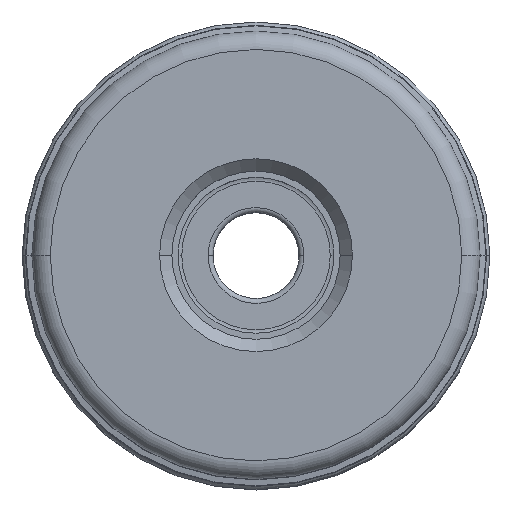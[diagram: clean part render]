
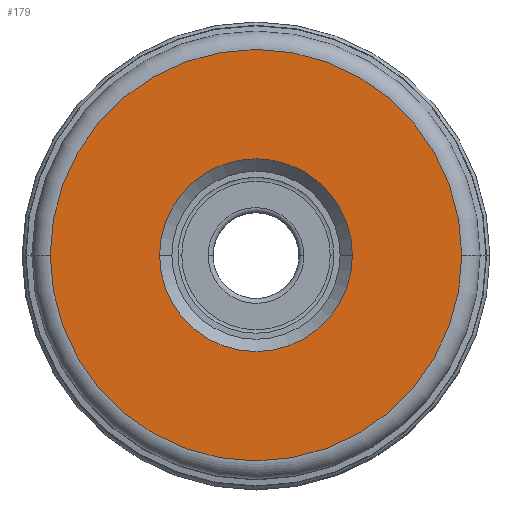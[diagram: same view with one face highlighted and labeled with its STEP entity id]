
A CAD part, top view. The second image highlights one B-rep face of the part: STEP entity #179.
In plain terms, the highlighted planar face has unit normal (0, 0, 1).
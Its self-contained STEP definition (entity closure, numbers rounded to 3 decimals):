
#28=PLANE('',#1699);
#34=FACE_BOUND('',#358,.T.);
#35=FACE_BOUND('',#359,.T.);
#179=ADVANCED_FACE('',(#34,#35),#28,.F.);
#358=EDGE_LOOP('',(#598,#599,#600,#601));
#359=EDGE_LOOP('',(#602,#603,#604,#605));
#598=ORIENTED_EDGE('',*,*,#1078,.F.);
#599=ORIENTED_EDGE('',*,*,#1076,.F.);
#600=ORIENTED_EDGE('',*,*,#1075,.T.);
#601=ORIENTED_EDGE('',*,*,#1079,.T.);
#602=ORIENTED_EDGE('',*,*,#1080,.T.);
#603=ORIENTED_EDGE('',*,*,#1081,.T.);
#604=ORIENTED_EDGE('',*,*,#1082,.T.);
#605=ORIENTED_EDGE('',*,*,#1083,.T.);
#895=VERTEX_POINT('',#4501);
#896=VERTEX_POINT('',#4503);
#897=VERTEX_POINT('',#4505);
#898=VERTEX_POINT('',#4509);
#899=VERTEX_POINT('',#4513);
#900=VERTEX_POINT('',#4514);
#901=VERTEX_POINT('',#4516);
#902=VERTEX_POINT('',#4518);
#1075=EDGE_CURVE('',#896,#895,#1304,.T.);
#1076=EDGE_CURVE('',#896,#897,#1305,.T.);
#1078=EDGE_CURVE('',#897,#898,#1307,.T.);
#1079=EDGE_CURVE('',#895,#898,#1308,.T.);
#1080=EDGE_CURVE('',#899,#900,#1309,.T.);
#1081=EDGE_CURVE('',#900,#901,#1310,.T.);
#1082=EDGE_CURVE('',#901,#902,#1311,.T.);
#1083=EDGE_CURVE('',#902,#899,#1312,.T.);
#1304=CIRCLE('',#1688,16.756);
#1305=CIRCLE('',#1689,16.756);
#1307=CIRCLE('',#1692,16.756);
#1308=CIRCLE('',#1693,16.756);
#1309=CIRCLE('',#1695,7.85);
#1310=CIRCLE('',#1696,7.85);
#1311=CIRCLE('',#1697,7.85);
#1312=CIRCLE('',#1698,7.85);
#1688=AXIS2_PLACEMENT_3D('',#4502,#2064,#2065);
#1689=AXIS2_PLACEMENT_3D('',#4504,#2066,#2067);
#1692=AXIS2_PLACEMENT_3D('',#4508,#2072,#2073);
#1693=AXIS2_PLACEMENT_3D('',#4510,#2074,#2075);
#1695=AXIS2_PLACEMENT_3D('',#4512,#2078,#2079);
#1696=AXIS2_PLACEMENT_3D('',#4515,#2080,#2081);
#1697=AXIS2_PLACEMENT_3D('',#4517,#2082,#2083);
#1698=AXIS2_PLACEMENT_3D('',#4519,#2084,#2085);
#1699=AXIS2_PLACEMENT_3D('',#4520,#2086,#2087);
#2064=DIRECTION('',(0.,0.,1.));
#2065=DIRECTION('',(1.,0.,0.));
#2066=DIRECTION('',(0.,0.,-1.));
#2067=DIRECTION('',(-1.,0.,0.));
#2072=DIRECTION('',(0.,0.,-1.));
#2073=DIRECTION('',(-1.,0.,0.));
#2074=DIRECTION('',(0.,0.,1.));
#2075=DIRECTION('',(1.,0.,0.));
#2078=DIRECTION('',(0.,0.,-1.));
#2079=DIRECTION('',(0.,-1.,0.));
#2080=DIRECTION('',(0.,0.,-1.));
#2081=DIRECTION('',(-1.,0.,0.));
#2082=DIRECTION('',(0.,0.,-1.));
#2083=DIRECTION('',(0.,1.,0.));
#2084=DIRECTION('',(0.,0.,-1.));
#2085=DIRECTION('',(1.,0.,0.));
#2086=DIRECTION('',(0.,0.,-1.));
#2087=DIRECTION('',(1.,0.,0.));
#4501=CARTESIAN_POINT('',(16.756,0.,0.));
#4502=CARTESIAN_POINT('',(0.,0.,0.));
#4503=CARTESIAN_POINT('',(16.756,-0.02,0.));
#4504=CARTESIAN_POINT('',(0.,0.,0.));
#4505=CARTESIAN_POINT('',(-16.756,0.,0.));
#4508=CARTESIAN_POINT('',(0.,0.,0.));
#4509=CARTESIAN_POINT('',(-16.756,0.02,0.));
#4510=CARTESIAN_POINT('',(0.,0.,0.));
#4512=CARTESIAN_POINT('',(0.,0.,0.));
#4513=CARTESIAN_POINT('',(0.,-7.85,0.));
#4514=CARTESIAN_POINT('',(-7.85,0.,0.));
#4515=CARTESIAN_POINT('',(0.,0.,0.));
#4516=CARTESIAN_POINT('',(0.,7.85,0.));
#4517=CARTESIAN_POINT('',(0.,0.,0.));
#4518=CARTESIAN_POINT('',(7.85,0.,0.));
#4519=CARTESIAN_POINT('',(0.,0.,0.));
#4520=CARTESIAN_POINT('',(0.,0.,0.));
